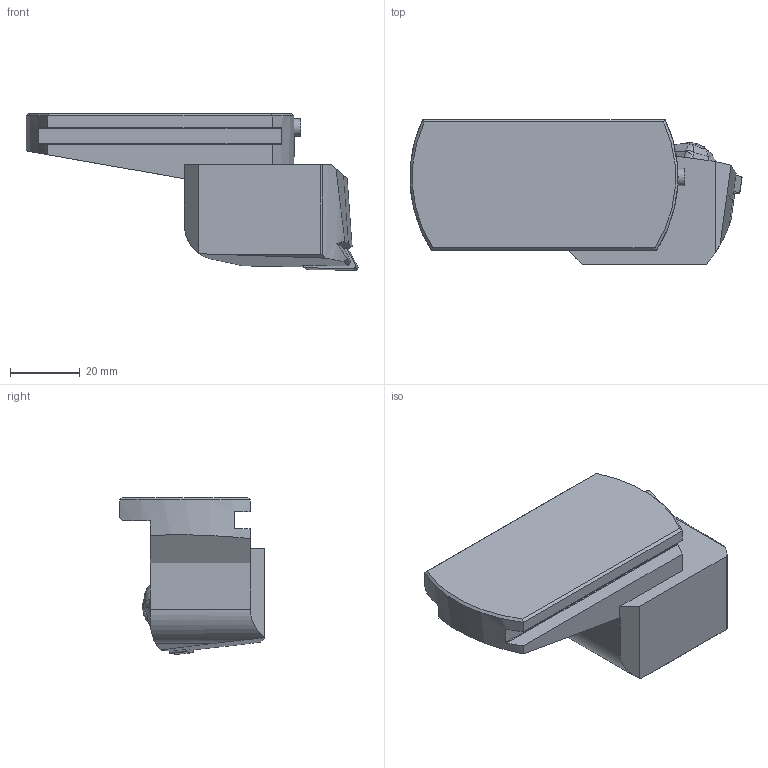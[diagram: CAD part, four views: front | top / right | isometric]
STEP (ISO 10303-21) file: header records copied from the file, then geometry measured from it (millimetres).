
FILE_DESCRIPTION(/* description */ (''),/* implementation_level */ '2;1');
FILE_NAME(/* name */ '1642500360986.stp',/* time_stamp */ '2022-01-18T15:36:17+05:00',/* author */ (''),/* organization */ ('SMS'),/* preprocessor_version */ 'ST-DEVELOPER v16.7',/* originating_system */ 'SIEMENS PLM Software NX 12.0',/* authorisation */ '');
FILE_SCHEMA (('AUTOMOTIVE_DESIGN { 1 0 10303 214 3 1 1 1 }'));
Length unit declared in the file: millimetre
Products named in the file (4): ASSEMBLY_CONSTRUCTION; IsoTurningInsert; 201846066mod000_01; 201846064mod000_01
Assembly tree (3 placements, depth 2):
  201846064mod000_01
    201846066mod000_01
    IsoTurningInsert
    ASSEMBLY_CONSTRUCTION
Bounding box: 95.33 x 41.5 x 45 mm (x, y, z)
Volume: 71817.9 mm3; surface area: 14670.7 mm2
Topology: 2 solids, 2 shells, 86 faces, 236 edges, 163 vertices
Faces by surface type: plane 50, cylinder 24, bspline 9, cone 2, sphere 1
Full cylindrical faces by diameter (mm): 3.81 x2, 4 x1, 5 x1, 6.4 x1
Entity records: 3369 total; most frequent: CARTESIAN_POINT 1092, ORIENTED_EDGE 452, DIRECTION 423, EDGE_CURVE 226, AXIS2_PLACEMENT_3D 155, VERTEX_POINT 151, LINE 113, VECTOR 113
